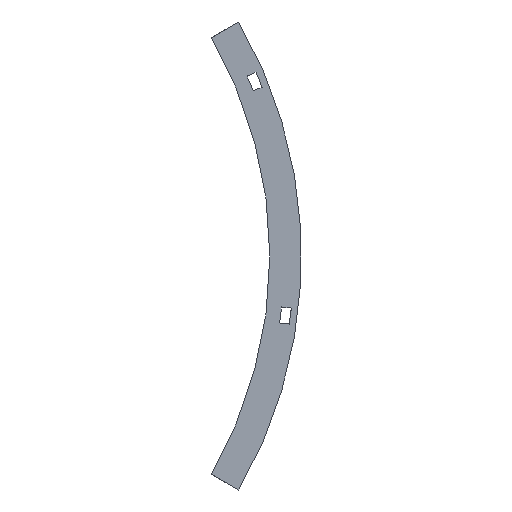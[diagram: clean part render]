
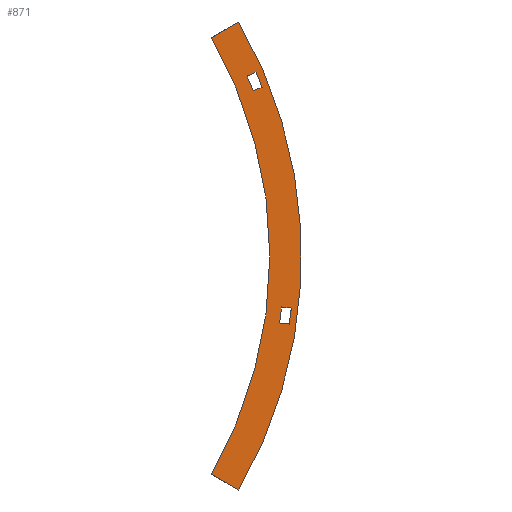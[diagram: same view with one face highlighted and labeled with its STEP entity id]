
A CAD part, front view. The second image highlights one B-rep face of the part: STEP entity #871.
In plain terms, the highlighted planar face has unit normal (0, -1, 0).
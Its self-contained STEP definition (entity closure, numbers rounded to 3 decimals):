
#8 = VERTEX_POINT ( 'NONE', #194 ) ;
#16 = VERTEX_POINT ( 'NONE', #1104 ) ;
#23 = CARTESIAN_POINT ( 'NONE',  ( 265.681, 0., 104.637 ) ) ;
#41 = EDGE_LOOP ( 'NONE', ( #730, #337, #318, #625 ) ) ;
#58 = CARTESIAN_POINT ( 'NONE',  ( 276.456, 0., -41.439 ) ) ;
#66 = DIRECTION ( 'NONE',  ( 0., 1., 0. ) ) ;
#77 = DIRECTION ( 'NONE',  ( 0., 1., 0. ) ) ;
#83 = VECTOR ( 'NONE', #1136, 1000. ) ;
#95 = LINE ( 'NONE', #543, #1273 ) ;
#103 = CARTESIAN_POINT ( 'NONE',  ( 283.71, 0., -32.308 ) ) ;
#105 = EDGE_CURVE ( 'NONE', #8, #1414, #253, .T. ) ;
#119 = EDGE_CURVE ( 'NONE', #1414, #1283, #461, .T. ) ;
#136 = ORIENTED_EDGE ( 'NONE', *, *, #764, .F. ) ;
#139 = CARTESIAN_POINT ( 'NONE',  ( 260.138, 0., 102.341 ) ) ;
#155 = CARTESIAN_POINT ( 'NONE',  ( 261.854, 0., 113.876 ) ) ;
#164 = VERTEX_POINT ( 'NONE', #103 ) ;
#169 = ORIENTED_EDGE ( 'NONE', *, *, #309, .F. ) ;
#179 = CARTESIAN_POINT ( 'NONE',  ( 261.854, 0., 113.876 ) ) ;
#190 = DIRECTION ( 'NONE',  ( 0., 0., 1. ) ) ;
#194 = CARTESIAN_POINT ( 'NONE',  ( 265.681, 0., 104.637 ) ) ;
#200 = DIRECTION ( 'NONE',  ( 0.924, 0., 0.383 ) ) ;
#211 = EDGE_LOOP ( 'NONE', ( #1119, #1406, #1328, #277 ) ) ;
#213 = EDGE_CURVE ( 'NONE', #1283, #584, #95, .T. ) ;
#215 = CARTESIAN_POINT ( 'NONE',  ( 276.456, 0., -41.439 ) ) ;
#239 = CARTESIAN_POINT ( 'NONE',  ( 234.173, 0., 135.2 ) ) ;
#253 = LINE ( 'NONE', #23, #83 ) ;
#262 = DIRECTION ( 'NONE',  ( -0.131, 0., -0.991 ) ) ;
#277 = ORIENTED_EDGE ( 'NONE', *, *, #887, .T. ) ;
#300 = EDGE_CURVE ( 'NONE', #547, #933, #324, .T. ) ;
#309 = EDGE_CURVE ( 'NONE', #1302, #503, #1252, .T. ) ;
#318 = ORIENTED_EDGE ( 'NONE', *, *, #213, .T. ) ;
#324 = LINE ( 'NONE', #215, #905 ) ;
#337 = ORIENTED_EDGE ( 'NONE', *, *, #119, .T. ) ;
#360 = ORIENTED_EDGE ( 'NONE', *, *, #823, .F. ) ;
#363 = VECTOR ( 'NONE', #518, 1000. ) ;
#376 = DIRECTION ( 'NONE',  ( 0.866, 0., 0.5 ) ) ;
#396 = CARTESIAN_POINT ( 'NONE',  ( 277.761, 0., -31.525 ) ) ;
#461 = LINE ( 'NONE', #139, #716 ) ;
#471 = LINE ( 'NONE', #239, #879 ) ;
#473 = DIRECTION ( 'NONE',  ( 0., 0., 1. ) ) ;
#497 = CARTESIAN_POINT ( 'NONE',  ( 0., 0., 0. ) ) ;
#503 = VERTEX_POINT ( 'NONE', #829 ) ;
#518 = DIRECTION ( 'NONE',  ( 0.383, 0., -0.924 ) ) ;
#531 = CARTESIAN_POINT ( 'NONE',  ( 283.71, 0., -32.308 ) ) ;
#543 = CARTESIAN_POINT ( 'NONE',  ( 256.311, 0., 111.579 ) ) ;
#547 = VERTEX_POINT ( 'NONE', #1181 ) ;
#567 = VERTEX_POINT ( 'NONE', #1287 ) ;
#584 = VERTEX_POINT ( 'NONE', #179 ) ;
#614 = CARTESIAN_POINT ( 'NONE',  ( 251.147, 0., -145. ) ) ;
#625 = ORIENTED_EDGE ( 'NONE', *, *, #882, .T. ) ;
#631 = FACE_BOUND ( 'NONE', #41, .T. ) ;
#662 = DIRECTION ( 'NONE',  ( -0.991, 0., 0.131 ) ) ;
#699 = LINE ( 'NONE', #614, #850 ) ;
#706 = CARTESIAN_POINT ( 'NONE',  ( 0., 0., 0. ) ) ;
#716 = VECTOR ( 'NONE', #1121, 1000. ) ;
#730 = ORIENTED_EDGE ( 'NONE', *, *, #105, .T. ) ;
#739 = DIRECTION ( 'NONE',  ( -0.866, 0., 0.5 ) ) ;
#764 = EDGE_CURVE ( 'NONE', #503, #567, #471, .T. ) ;
#767 = CARTESIAN_POINT ( 'NONE',  ( 260.138, 0., 102.341 ) ) ;
#823 = EDGE_CURVE ( 'NONE', #16, #1302, #699, .T. ) ;
#826 = ORIENTED_EDGE ( 'NONE', *, *, #943, .F. ) ;
#829 = CARTESIAN_POINT ( 'NONE',  ( 234.173, 0., 135.2 ) ) ;
#837 = DIRECTION ( 'NONE',  ( 0.131, 0., 0.991 ) ) ;
#843 = CARTESIAN_POINT ( 'NONE',  ( 256.311, 0., 111.579 ) ) ;
#850 = VECTOR ( 'NONE', #739, 1000. ) ;
#851 = EDGE_LOOP ( 'NONE', ( #169, #360, #826, #136 ) ) ;
#864 = CARTESIAN_POINT ( 'NONE',  ( 234.173, 0., -135.2 ) ) ;
#871 = ADVANCED_FACE ( 'NONE', ( #1263, #631, #1055 ), #1269, .F. ) ;
#879 = VECTOR ( 'NONE', #376, 1000. ) ;
#882 = EDGE_CURVE ( 'NONE', #584, #8, #1278, .T. ) ;
#887 = EDGE_CURVE ( 'NONE', #164, #547, #954, .T. ) ;
#905 = VECTOR ( 'NONE', #662, 1000. ) ;
#933 = VERTEX_POINT ( 'NONE', #58 ) ;
#943 = EDGE_CURVE ( 'NONE', #567, #16, #1322, .T. ) ;
#944 = LINE ( 'NONE', #396, #1037 ) ;
#945 = AXIS2_PLACEMENT_3D ( 'NONE', #1333, #77, #190 ) ;
#949 = DIRECTION ( 'NONE',  ( 0., 0., 1. ) ) ;
#954 = LINE ( 'NONE', #1290, #1173 ) ;
#980 = DIRECTION ( 'NONE',  ( 0.991, 0., -0.131 ) ) ;
#988 = AXIS2_PLACEMENT_3D ( 'NONE', #497, #66, #949 ) ;
#1006 = DIRECTION ( 'NONE',  ( 0., -1., 0. ) ) ;
#1037 = VECTOR ( 'NONE', #837, 1000. ) ;
#1043 = VERTEX_POINT ( 'NONE', #1077 ) ;
#1055 = FACE_OUTER_BOUND ( 'NONE', #851, .T. ) ;
#1075 = EDGE_CURVE ( 'NONE', #1043, #164, #1085, .T. ) ;
#1077 = CARTESIAN_POINT ( 'NONE',  ( 277.761, 0., -31.525 ) ) ;
#1085 = LINE ( 'NONE', #531, #1271 ) ;
#1104 = CARTESIAN_POINT ( 'NONE',  ( 251.147, 0., -145. ) ) ;
#1119 = ORIENTED_EDGE ( 'NONE', *, *, #300, .T. ) ;
#1121 = DIRECTION ( 'NONE',  ( -0.383, 0., 0.924 ) ) ;
#1136 = DIRECTION ( 'NONE',  ( -0.924, 0., -0.383 ) ) ;
#1173 = VECTOR ( 'NONE', #262, 1000. ) ;
#1181 = CARTESIAN_POINT ( 'NONE',  ( 282.405, 0., -42.222 ) ) ;
#1228 = AXIS2_PLACEMENT_3D ( 'NONE', #706, #1006, #473 ) ;
#1252 = CIRCLE ( 'NONE', #1228, 270.4 ) ;
#1263 = FACE_BOUND ( 'NONE', #211, .T. ) ;
#1269 = PLANE ( 'NONE',  #988 ) ;
#1271 = VECTOR ( 'NONE', #980, 1000. ) ;
#1273 = VECTOR ( 'NONE', #200, 1000. ) ;
#1278 = LINE ( 'NONE', #155, #363 ) ;
#1283 = VERTEX_POINT ( 'NONE', #843 ) ;
#1287 = CARTESIAN_POINT ( 'NONE',  ( 251.147, 0., 145. ) ) ;
#1290 = CARTESIAN_POINT ( 'NONE',  ( 282.405, 0., -42.222 ) ) ;
#1302 = VERTEX_POINT ( 'NONE', #864 ) ;
#1322 = CIRCLE ( 'NONE', #945, 290. ) ;
#1328 = ORIENTED_EDGE ( 'NONE', *, *, #1075, .T. ) ;
#1333 = CARTESIAN_POINT ( 'NONE',  ( 0., 0., 0. ) ) ;
#1363 = EDGE_CURVE ( 'NONE', #933, #1043, #944, .T. ) ;
#1406 = ORIENTED_EDGE ( 'NONE', *, *, #1363, .T. ) ;
#1414 = VERTEX_POINT ( 'NONE', #767 ) ;
